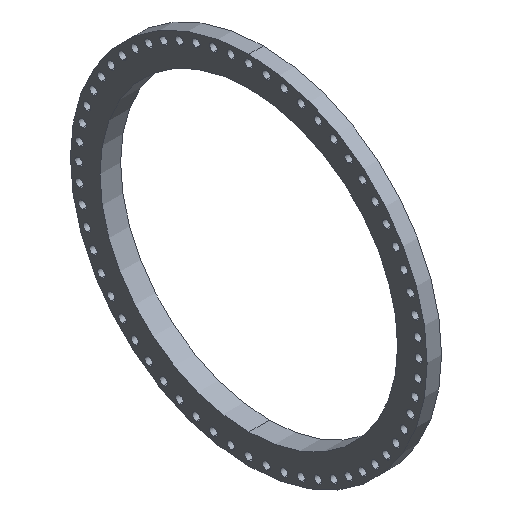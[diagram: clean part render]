
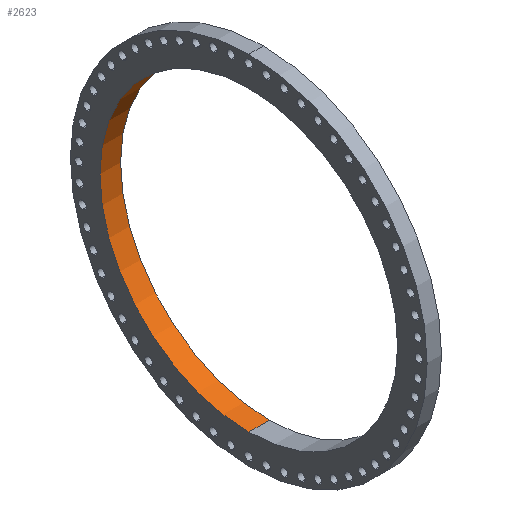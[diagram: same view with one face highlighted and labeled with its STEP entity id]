
A CAD part, isometric view. The second image highlights one B-rep face of the part: STEP entity #2623.
In plain terms, the highlighted cylindrical face has radius 916.781 mm (diameter 1833.56 mm), a partial arc.
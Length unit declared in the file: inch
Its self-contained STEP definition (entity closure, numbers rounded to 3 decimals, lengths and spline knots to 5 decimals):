
#24 = CARTESIAN_POINT ( 'NONE',  ( 0., 0., -36.09375 ) ) ;
#43 = DIRECTION ( 'NONE',  ( 0., 0., 1. ) ) ;
#55 = CARTESIAN_POINT ( 'NONE',  ( 4.86236, 0., -36.09375 ) ) ;
#74 = CIRCLE ( 'NONE', #2652, 36.09375 ) ;
#214 = EDGE_CURVE ( 'NONE', #672, #2198, #670, .T. ) ;
#443 = DIRECTION ( 'NONE',  ( 0., 0., 1. ) ) ;
#670 = LINE ( 'NONE', #1482, #2636 ) ;
#672 = VERTEX_POINT ( 'NONE', #1786 ) ;
#756 = FACE_OUTER_BOUND ( 'NONE', #1317, .T. ) ;
#969 = EDGE_CURVE ( 'NONE', #2594, #3450, #2697, .T. ) ;
#1006 = EDGE_CURVE ( 'NONE', #672, #2594, #3734, .T. ) ;
#1317 = EDGE_LOOP ( 'NONE', ( #2991, #3110, #1851, #1335 ) ) ;
#1335 = ORIENTED_EDGE ( 'NONE', *, *, #1589, .T. ) ;
#1482 = CARTESIAN_POINT ( 'NONE',  ( 0., 0., 36.09375 ) ) ;
#1589 = EDGE_CURVE ( 'NONE', #2198, #3450, #74, .T. ) ;
#1634 = AXIS2_PLACEMENT_3D ( 'NONE', #3377, #4110, #43 ) ;
#1786 = CARTESIAN_POINT ( 'NONE',  ( 4.86236, 0., 36.09375 ) ) ;
#1851 = ORIENTED_EDGE ( 'NONE', *, *, #214, .T. ) ;
#1894 = CARTESIAN_POINT ( 'NONE',  ( 0., 0., 0. ) ) ;
#2198 = VERTEX_POINT ( 'NONE', #4135 ) ;
#2268 = DIRECTION ( 'NONE',  ( -1., 0., 0. ) ) ;
#2462 = DIRECTION ( 'NONE',  ( -1., 0., 0. ) ) ;
#2594 = VERTEX_POINT ( 'NONE', #55 ) ;
#2623 = ADVANCED_FACE ( 'NONE', ( #756 ), #3352, .F. ) ;
#2636 = VECTOR ( 'NONE', #4027, 39.37008 ) ;
#2652 = AXIS2_PLACEMENT_3D ( 'NONE', #3191, #2462, #3142 ) ;
#2697 = LINE ( 'NONE', #24, #3338 ) ;
#2991 = ORIENTED_EDGE ( 'NONE', *, *, #969, .F. ) ;
#3110 = ORIENTED_EDGE ( 'NONE', *, *, #1006, .F. ) ;
#3142 = DIRECTION ( 'NONE',  ( 0., 0., 1. ) ) ;
#3191 = CARTESIAN_POINT ( 'NONE',  ( -0.13764, 0., 0. ) ) ;
#3338 = VECTOR ( 'NONE', #2268, 39.37008 ) ;
#3352 = CYLINDRICAL_SURFACE ( 'NONE', #4197, 36.09375 ) ;
#3377 = CARTESIAN_POINT ( 'NONE',  ( 4.86236, 0., 0. ) ) ;
#3394 = DIRECTION ( 'NONE',  ( -1., 0., 0. ) ) ;
#3450 = VERTEX_POINT ( 'NONE', #4035 ) ;
#3734 = CIRCLE ( 'NONE', #1634, 36.09375 ) ;
#4027 = DIRECTION ( 'NONE',  ( -1., 0., 0. ) ) ;
#4035 = CARTESIAN_POINT ( 'NONE',  ( -0.13764, 0., -36.09375 ) ) ;
#4110 = DIRECTION ( 'NONE',  ( -1., 0., 0. ) ) ;
#4135 = CARTESIAN_POINT ( 'NONE',  ( -0.13764, 0., 36.09375 ) ) ;
#4197 = AXIS2_PLACEMENT_3D ( 'NONE', #1894, #3394, #443 ) ;
